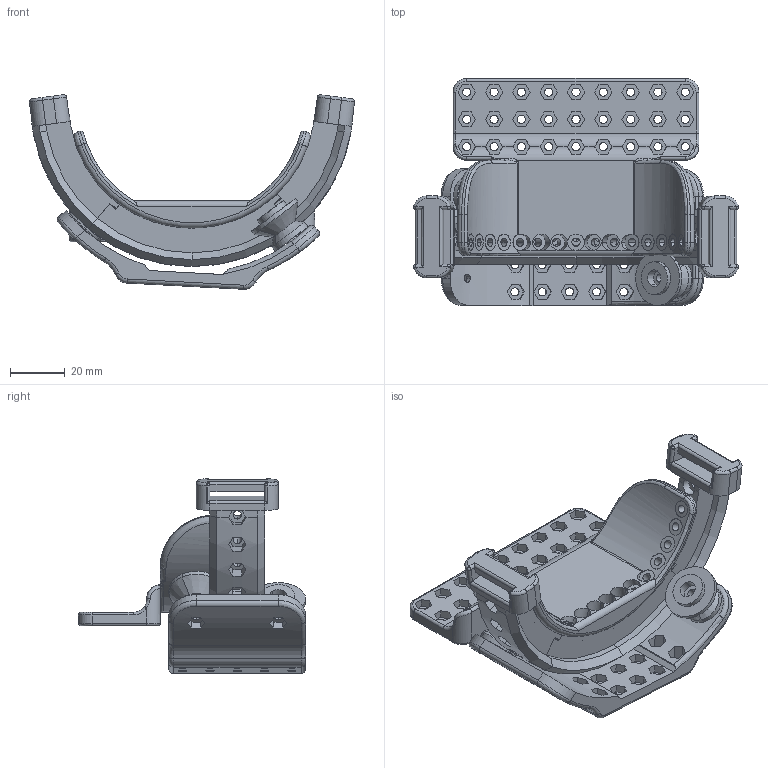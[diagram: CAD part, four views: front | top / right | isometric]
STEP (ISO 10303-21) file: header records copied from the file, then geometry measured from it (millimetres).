
FILE_DESCRIPTION (( 'STEP AP214' ), '1' );
FILE_NAME ('賑遠R45軞蚾.', '2024-11-26T10:49:27', ( '' ), ( '' ), 'SwSTEP 2.0', 'SolidWorks 2024', '' );
FILE_SCHEMA (( 'AUTOMOTIVE_DESIGN' ));
Length unit declared in the file: inch
Products named in the file (8): 滑环R45母头; 滑环R45; 滑环转接R45; 滑环R45公头; 滑环R45总装; 滑轮; 滑块R45; 滑轮母
Assembly tree (9 placements, depth 2):
  滑环R45总装
    滑块R45
    滑环R45
    滑环R45公头
    滑环R45母头
    滑环转接R45
    滑轮  x2
    滑轮母  x2
Bounding box: 119.1 x 83.13 x 71.25 mm (x, y, z)
Volume: 92316.3 mm3; surface area: 55711.3 mm2
Topology: 9 solids, 9 shells, 1255 faces, 3230 edges, 2068 vertices
Faces by surface type: plane 688, cylinder 441, torus 46, bspline 38, cone 26, sphere 16
Entity records: 43438 total; most frequent: CARTESIAN_POINT 13349, ORIENTED_EDGE 6312, DIRECTION 5975, EDGE_CURVE 3156, AXIS2_PLACEMENT_3D 2037, VERTEX_POINT 2029, VECTOR 1901, LINE 1901
